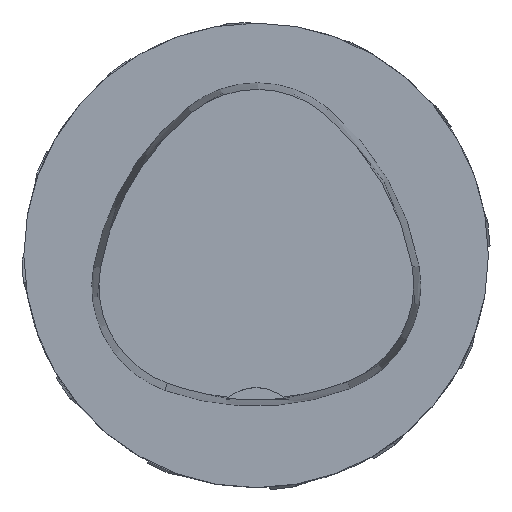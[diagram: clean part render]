
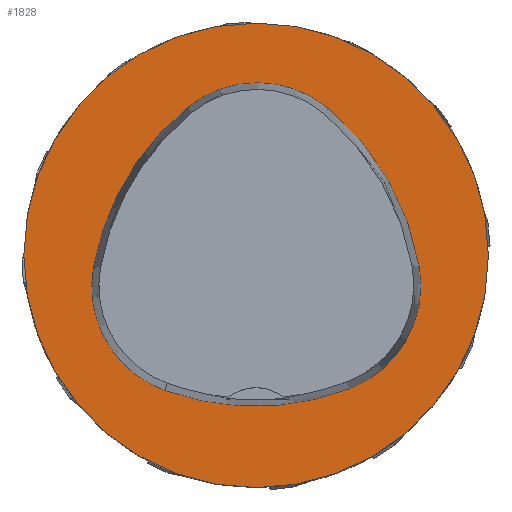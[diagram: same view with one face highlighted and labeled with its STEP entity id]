
A CAD part, top view. The second image highlights one B-rep face of the part: STEP entity #1828.
In plain terms, the highlighted planar face has unit normal (0, 0, 1).
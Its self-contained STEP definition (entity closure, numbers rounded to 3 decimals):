
#407=PLANE('',#7282);
#1454=FACE_BOUND('',#2544,.T.);
#1455=FACE_BOUND('',#2545,.T.);
#1828=ADVANCED_FACE('',(#1454,#1455),#407,.T.);
#2544=EDGE_LOOP('',(#3773,#3774,#3775,#3776,#3777,#3778));
#2545=EDGE_LOOP('',(#3779));
#2995=CIRCLE('',#7254,31.5);
#2996=CIRCLE('',#7260,36.);
#2998=CIRCLE('',#7263,15.);
#3000=CIRCLE('',#7266,36.);
#3002=CIRCLE('',#7269,15.);
#3006=CIRCLE('',#7274,36.);
#3008=CIRCLE('',#7277,15.);
#3773=ORIENTED_EDGE('',*,*,#6033,.T.);
#3774=ORIENTED_EDGE('',*,*,#6013,.T.);
#3775=ORIENTED_EDGE('',*,*,#6017,.T.);
#3776=ORIENTED_EDGE('',*,*,#6020,.T.);
#3777=ORIENTED_EDGE('',*,*,#6023,.T.);
#3778=ORIENTED_EDGE('',*,*,#6031,.T.);
#3779=ORIENTED_EDGE('',*,*,#6004,.F.);
#5220=VERTEX_POINT('',#35039);
#5229=VERTEX_POINT('',#35058);
#5230=VERTEX_POINT('',#35059);
#5233=VERTEX_POINT('',#35067);
#5235=VERTEX_POINT('',#35073);
#5237=VERTEX_POINT('',#35079);
#5244=VERTEX_POINT('',#35100);
#6004=EDGE_CURVE('',#5220,#5220,#2995,.T.);
#6013=EDGE_CURVE('',#5229,#5230,#2996,.T.);
#6017=EDGE_CURVE('',#5230,#5233,#2998,.T.);
#6020=EDGE_CURVE('',#5233,#5235,#3000,.T.);
#6023=EDGE_CURVE('',#5235,#5237,#3002,.T.);
#6031=EDGE_CURVE('',#5237,#5244,#3006,.T.);
#6033=EDGE_CURVE('',#5244,#5229,#3008,.T.);
#7254=AXIS2_PLACEMENT_3D('',#35038,#8321,#8322);
#7260=AXIS2_PLACEMENT_3D('',#35057,#8337,#8338);
#7263=AXIS2_PLACEMENT_3D('',#35066,#8345,#8346);
#7266=AXIS2_PLACEMENT_3D('',#35072,#8352,#8353);
#7269=AXIS2_PLACEMENT_3D('',#35078,#8359,#8360);
#7274=AXIS2_PLACEMENT_3D('',#35101,#8371,#8372);
#7277=AXIS2_PLACEMENT_3D('',#35104,#8377,#8378);
#7282=AXIS2_PLACEMENT_3D('',#35109,#8387,#8388);
#8321=DIRECTION('',(0.,0.,-1.));
#8322=DIRECTION('',(-1.,0.,0.));
#8337=DIRECTION('',(0.,0.,-1.));
#8338=DIRECTION('',(-1.,0.,0.));
#8345=DIRECTION('',(0.,0.,-1.));
#8346=DIRECTION('',(-1.,0.,0.));
#8352=DIRECTION('',(0.,0.,-1.));
#8353=DIRECTION('',(-1.,0.,0.));
#8359=DIRECTION('',(0.,0.,-1.));
#8360=DIRECTION('',(-1.,0.,0.));
#8371=DIRECTION('',(0.,0.,-1.));
#8372=DIRECTION('',(-1.,0.,0.));
#8377=DIRECTION('',(0.,0.,-1.));
#8378=DIRECTION('',(-1.,0.,0.));
#8387=DIRECTION('',(0.,0.,1.));
#8388=DIRECTION('',(1.,0.,0.));
#35038=CARTESIAN_POINT('',(0.,0.,0.));
#35039=CARTESIAN_POINT('',(-31.5,0.,0.));
#35057=CARTESIAN_POINT('',(13.398,-7.893,0.));
#35058=CARTESIAN_POINT('',(-22.041,-1.562,0.));
#35059=CARTESIAN_POINT('',(-9.317,20.036,0.));
#35066=CARTESIAN_POINT('',(0.148,8.399,0.));
#35067=CARTESIAN_POINT('',(9.779,19.898,0.));
#35072=CARTESIAN_POINT('',(-13.337,-7.7,0.));
#35073=CARTESIAN_POINT('',(22.122,-1.48,0.));
#35078=CARTESIAN_POINT('',(7.347,-4.071,0.));
#35079=CARTESIAN_POINT('',(12.693,-18.087,0.));
#35100=CARTESIAN_POINT('',(-12.373,-18.307,0.));
#35101=CARTESIAN_POINT('',(-0.137,15.55,0.));
#35104=CARTESIAN_POINT('',(-7.275,-4.2,0.));
#35109=CARTESIAN_POINT('',(0.,0.,0.));
